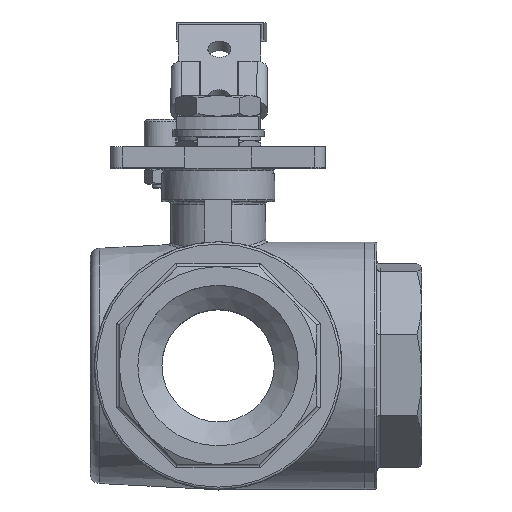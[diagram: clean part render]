
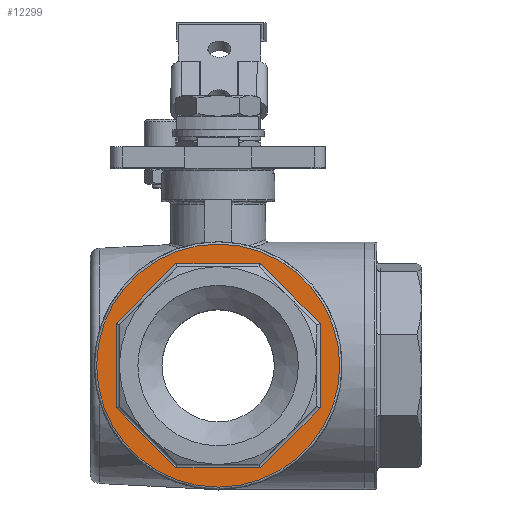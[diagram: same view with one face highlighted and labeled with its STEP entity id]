
A CAD part, top view. The second image highlights one B-rep face of the part: STEP entity #12299.
In plain terms, the highlighted face is planar.
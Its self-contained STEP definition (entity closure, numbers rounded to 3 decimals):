
#832=CIRCLE('',#13210,53.);
#1153=LINE('',#17308,#2290);
#1156=LINE('',#17318,#2293);
#1157=LINE('',#17323,#2294);
#1160=LINE('',#17330,#2297);
#1161=LINE('',#17335,#2298);
#1164=LINE('',#17342,#2301);
#1165=LINE('',#17347,#2302);
#1167=LINE('',#17350,#2304);
#2290=VECTOR('',#14266,1000.);
#2293=VECTOR('',#14275,1000.);
#2294=VECTOR('',#14280,1000.);
#2297=VECTOR('',#14287,1000.);
#2298=VECTOR('',#14292,1000.);
#2301=VECTOR('',#14299,1000.);
#2302=VECTOR('',#14304,1000.);
#2304=VECTOR('',#14308,1000.);
#3595=ORIENTED_EDGE('',*,*,#7144,.T.);
#3596=ORIENTED_EDGE('',*,*,#7126,.T.);
#3597=ORIENTED_EDGE('',*,*,#7121,.T.);
#3598=ORIENTED_EDGE('',*,*,#7128,.T.);
#3599=ORIENTED_EDGE('',*,*,#7134,.T.);
#3600=ORIENTED_EDGE('',*,*,#7140,.T.);
#3601=ORIENTED_EDGE('',*,*,#7142,.T.);
#3602=ORIENTED_EDGE('',*,*,#7138,.T.);
#3603=ORIENTED_EDGE('',*,*,#7132,.T.);
#7121=EDGE_CURVE('',#8918,#8917,#1153,.T.);
#7126=EDGE_CURVE('',#8920,#8918,#1156,.T.);
#7128=EDGE_CURVE('',#8917,#8923,#1157,.T.);
#7132=EDGE_CURVE('',#8924,#8920,#1160,.T.);
#7134=EDGE_CURVE('',#8923,#8927,#1161,.T.);
#7138=EDGE_CURVE('',#8928,#8924,#1164,.T.);
#7140=EDGE_CURVE('',#8927,#8931,#1165,.T.);
#7142=EDGE_CURVE('',#8931,#8928,#1167,.T.);
#7144=EDGE_CURVE('',#8932,#8932,#832,.T.);
#8917=VERTEX_POINT('',#17307);
#8918=VERTEX_POINT('',#17309);
#8920=VERTEX_POINT('',#17315);
#8923=VERTEX_POINT('',#17322);
#8924=VERTEX_POINT('',#17327);
#8927=VERTEX_POINT('',#17334);
#8928=VERTEX_POINT('',#17339);
#8931=VERTEX_POINT('',#17346);
#8932=VERTEX_POINT('',#17354);
#10134=EDGE_LOOP('',(#3595));
#10135=EDGE_LOOP('',(#3596,#3597,#3598,#3599,#3600,#3601,#3602,#3603));
#11012=FACE_BOUND('',#10134,.T.);
#11013=FACE_BOUND('',#10135,.T.);
#11859=PLANE('',#13209);
#12299=ADVANCED_FACE('',(#11012,#11013),#11859,.F.);
#13209=AXIS2_PLACEMENT_3D('',#17352,#14310,#14311);
#13210=AXIS2_PLACEMENT_3D('',#17353,#14312,#14313);
#14266=DIRECTION('',(0.,-0.707,0.707));
#14275=DIRECTION('',(0.,0.,1.));
#14280=DIRECTION('',(0.,-1.,0.));
#14287=DIRECTION('',(0.,0.707,0.707));
#14292=DIRECTION('',(0.,-0.707,-0.707));
#14299=DIRECTION('',(0.,1.,0.));
#14304=DIRECTION('',(0.,0.,-1.));
#14308=DIRECTION('',(0.,0.707,-0.707));
#14310=DIRECTION('',(1.,0.,0.));
#14311=DIRECTION('',(0.,0.,-1.));
#14312=DIRECTION('',(-1.,0.,0.));
#14313=DIRECTION('',(0.,0.,1.));
#17307=CARTESIAN_POINT('',(20.1,18.433,44.5));
#17308=CARTESIAN_POINT('',(20.1,56.466,6.466));
#17309=CARTESIAN_POINT('',(20.1,44.5,18.433));
#17315=CARTESIAN_POINT('',(20.1,44.5,-18.433));
#17318=CARTESIAN_POINT('',(20.1,44.5,0.));
#17322=CARTESIAN_POINT('',(20.1,-18.433,44.5));
#17323=CARTESIAN_POINT('',(20.1,50.,44.5));
#17327=CARTESIAN_POINT('',(20.1,18.433,-44.5));
#17330=CARTESIAN_POINT('',(20.1,56.466,-6.466));
#17334=CARTESIAN_POINT('',(20.1,-44.5,18.433));
#17335=CARTESIAN_POINT('',(20.1,-6.466,56.466));
#17339=CARTESIAN_POINT('',(20.1,-18.433,-44.5));
#17342=CARTESIAN_POINT('',(20.1,50.,-44.5));
#17346=CARTESIAN_POINT('',(20.1,-44.5,-18.433));
#17347=CARTESIAN_POINT('',(20.1,-44.5,0.));
#17350=CARTESIAN_POINT('',(20.1,-6.466,-56.466));
#17352=CARTESIAN_POINT('',(20.1,50.,0.));
#17353=CARTESIAN_POINT('',(20.1,0.,0.));
#17354=CARTESIAN_POINT('',(20.1,0.,53.));
